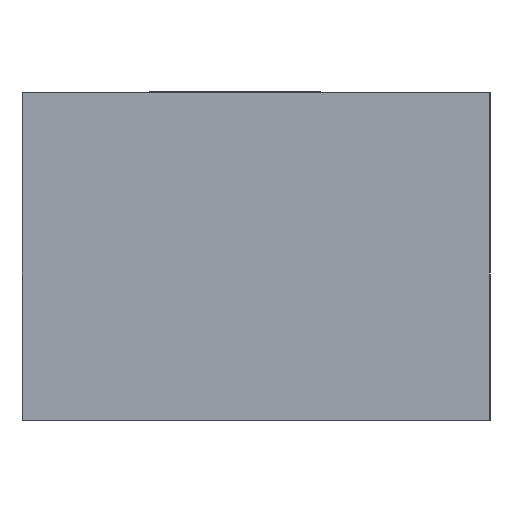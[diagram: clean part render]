
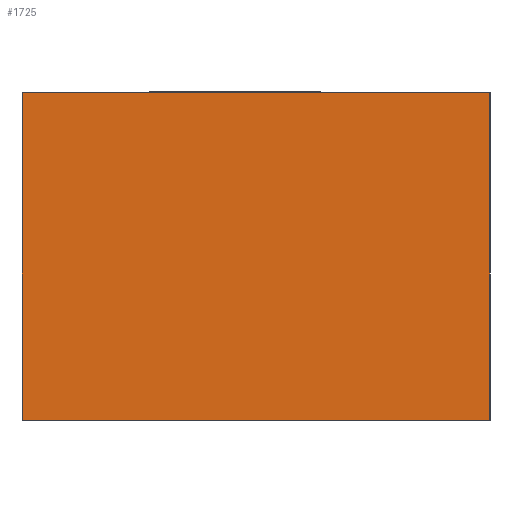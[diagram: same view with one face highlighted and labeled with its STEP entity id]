
A CAD part, left-side view. The second image highlights one B-rep face of the part: STEP entity #1725.
In plain terms, the highlighted planar face has unit normal (-1, 0, 0).
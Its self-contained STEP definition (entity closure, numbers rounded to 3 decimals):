
#207=FACE_OUTER_BOUND('',#309,.T.);
#309=EDGE_LOOP('',(#1153,#1154,#1155,#1156));
#417=LINE('',#2133,#565);
#418=LINE('',#2135,#566);
#419=LINE('',#2137,#567);
#420=LINE('',#2138,#568);
#565=VECTOR('',#1895,10.);
#566=VECTOR('',#1896,10.);
#567=VECTOR('',#1897,10.);
#568=VECTOR('',#1898,10.);
#713=VERTEX_POINT('',#2131);
#714=VERTEX_POINT('',#2132);
#715=VERTEX_POINT('',#2134);
#716=VERTEX_POINT('',#2136);
#889=EDGE_CURVE('',#713,#714,#417,.T.);
#890=EDGE_CURVE('',#713,#715,#418,.T.);
#891=EDGE_CURVE('',#716,#715,#419,.T.);
#892=EDGE_CURVE('',#714,#716,#420,.T.);
#1153=ORIENTED_EDGE('',*,*,#889,.F.);
#1154=ORIENTED_EDGE('',*,*,#890,.T.);
#1155=ORIENTED_EDGE('',*,*,#891,.F.);
#1156=ORIENTED_EDGE('',*,*,#892,.F.);
#1681=PLANE('',#1847);
#1725=ADVANCED_FACE('',(#207),#1681,.T.);
#1847=AXIS2_PLACEMENT_3D('',#2130,#1893,#1894);
#1893=DIRECTION('center_axis',(-1.,0.,0.));
#1894=DIRECTION('ref_axis',(0.,-1.,0.));
#1895=DIRECTION('',(0.,1.,0.));
#1896=DIRECTION('',(0.,0.,1.));
#1897=DIRECTION('',(0.,-1.,0.));
#1898=DIRECTION('',(0.,0.,1.));
#2130=CARTESIAN_POINT('Origin',(-0.5,0.243,-0.003));
#2131=CARTESIAN_POINT('',(-0.5,-0.257,-0.003));
#2132=CARTESIAN_POINT('',(-0.5,0.243,-0.003));
#2133=CARTESIAN_POINT('',(-0.5,-0.257,-0.003));
#2134=CARTESIAN_POINT('',(-0.5,-0.257,0.347));
#2135=CARTESIAN_POINT('',(-0.5,-0.257,-0.003));
#2136=CARTESIAN_POINT('',(-0.5,0.243,0.347));
#2137=CARTESIAN_POINT('',(-0.5,-0.257,0.347));
#2138=CARTESIAN_POINT('',(-0.5,0.243,-0.003));
